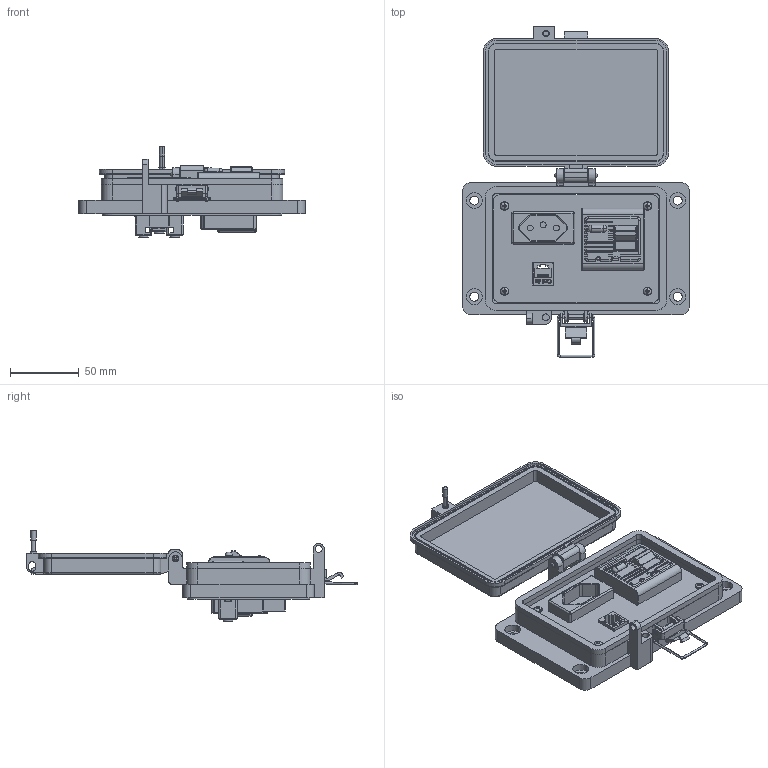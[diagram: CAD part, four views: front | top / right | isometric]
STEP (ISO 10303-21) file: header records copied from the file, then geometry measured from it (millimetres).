
FILE_DESCRIPTION (( 'STEP AP203' ), '1' );
FILE_NAME ('P-R2-M3RQBF0_3D.STEP', '2018-06-05T13:25:21', ( '' ), ( '' ), 'SwSTEP 2.0', 'SolidWorks 2017', '' );
FILE_SCHEMA (( 'CONFIG_CONTROL_DESIGN' ));
Length unit declared in the file: millimetre
Products named in the file (14): Z-300-RJ45CAT5; P-R2-M3RQBF0_BP180_1; R2; P-R2-M3RQBF0_TP060_1; Z-H-M3_B; Z-000-4243316TFP; -M3; P-R2-M3RQBF0_FP060_1; 92005A124_METRIC PAN HEAD PHILLIPS MACHINE SCREW_92005A124; Z-CB-16A; P-R2-M3RQBF0_3D; REF-GFCI; Z-200-OTLT-RQB; RQB
Assembly tree (18 placements, depth 3):
  P-R2-M3RQBF0_3D
    P-R2-M3RQBF0_BP180_1
    P-R2-M3RQBF0_TP060_1
    Z-000-4243316TFP  x3
    P-R2-M3RQBF0_FP060_1
    REF-GFCI
      Z-CB-16A
    RQB
      Z-200-OTLT-RQB
    R2
      Z-300-RJ45CAT5
    -M3
      Z-H-M3_B
    92005A124_METRIC PAN HEAD PHILLIPS MACHINE SCREW_92005A124  x4
Bounding box: 164.96 x 240.59 x 66.19 mm (x, y, z)
Volume: 307450 mm3; surface area: 149964.2 mm2
Topology: 23 solids, 23 shells, 2409 faces, 6555 edges, 4242 vertices
Faces by surface type: cylinder 1118, plane 852, bspline 249, cone 79, torus 67, sphere 44
Entity records: 64142 total; most frequent: CARTESIAN_POINT 20788, ORIENTED_EDGE 9224, DIRECTION 8013, EDGE_CURVE 4612, VERTEX_POINT 2973, AXIS2_PLACEMENT_3D 2672, VECTOR 2669, LINE 2669
